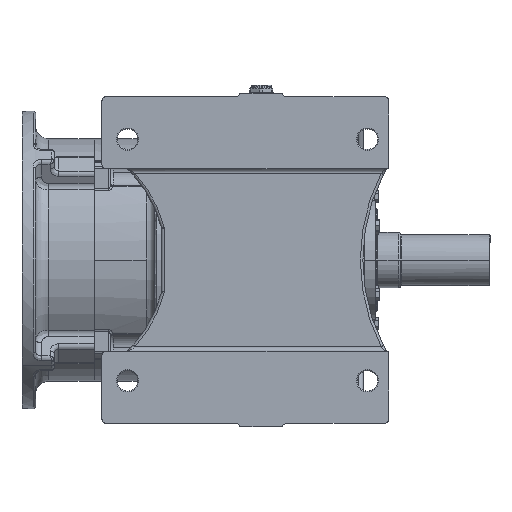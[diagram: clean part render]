
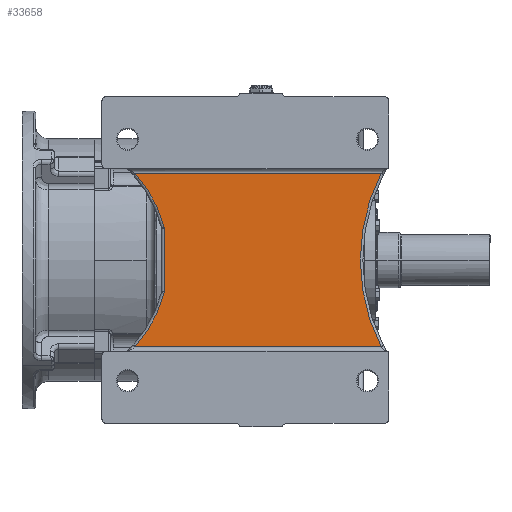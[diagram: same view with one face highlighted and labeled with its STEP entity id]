
A CAD part, front view. The second image highlights one B-rep face of the part: STEP entity #33658.
In plain terms, the highlighted planar face has unit normal (0, -1, 0).
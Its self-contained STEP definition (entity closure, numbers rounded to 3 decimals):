
#1014 = VECTOR ( 'NONE', #60584, 1000. ) ;
#2571 = DIRECTION ( 'NONE',  ( 0., 1., 0. ) ) ;
#7056 = CARTESIAN_POINT ( 'NONE',  ( -114.199, 5., 39.08 ) ) ;
#7426 = EDGE_CURVE ( 'NONE', #17575, #15415, #78417, .T. ) ;
#8658 = PLANE ( 'NONE',  #33518 ) ;
#9440 = CARTESIAN_POINT ( 'NONE',  ( -114., 5., -37.548 ) ) ;
#9690 = ORIENTED_EDGE ( 'NONE', *, *, #76131, .T. ) ;
#9890 = FACE_OUTER_BOUND ( 'NONE', #70348, .T. ) ;
#13040 = CARTESIAN_POINT ( 'NONE',  ( 141.203, 5., 102. ) ) ;
#14128 = ORIENTED_EDGE ( 'NONE', *, *, #21253, .T. ) ;
#15415 = VERTEX_POINT ( 'NONE', #9440 ) ;
#15637 = DIRECTION ( 'NONE',  ( 0., 1., 0. ) ) ;
#17346 = EDGE_CURVE ( 'NONE', #48549, #75197, #19434, .T. ) ;
#17575 = VERTEX_POINT ( 'NONE', #63151 ) ;
#17747 = LINE ( 'NONE', #68454, #1014 ) ;
#17967 = CARTESIAN_POINT ( 'NONE',  ( -114., 5., 37.548 ) ) ;
#18993 = ORIENTED_EDGE ( 'NONE', *, *, #7426, .F. ) ;
#19434 = CIRCLE ( 'NONE', #53911, 6. ) ;
#21253 = EDGE_CURVE ( 'NONE', #36991, #75197, #56856, .T. ) ;
#22923 = VECTOR ( 'NONE', #62206, 1000. ) ;
#27387 = VERTEX_POINT ( 'NONE', #58019 ) ;
#29313 = DIRECTION ( 'NONE',  ( 0., 0., -1. ) ) ;
#30544 = DIRECTION ( 'NONE',  ( 0., 1., 0. ) ) ;
#30671 = LINE ( 'NONE', #61399, #22923 ) ;
#33518 = AXIS2_PLACEMENT_3D ( 'NONE', #53537, #73129, #78958 ) ;
#33658 = ADVANCED_FACE ( 'NONE', ( #9890 ), #8658, .T. ) ;
#34712 = DIRECTION ( 'NONE',  ( 0., 0., -1. ) ) ;
#36991 = VERTEX_POINT ( 'NONE', #40777 ) ;
#40777 = CARTESIAN_POINT ( 'NONE',  ( -148.084, 5., 102. ) ) ;
#41790 = VECTOR ( 'NONE', #73098, 1000. ) ;
#45467 = ORIENTED_EDGE ( 'NONE', *, *, #71647, .T. ) ;
#46152 = CARTESIAN_POINT ( 'NONE',  ( -120., 5., -37.548 ) ) ;
#47129 = ORIENTED_EDGE ( 'NONE', *, *, #78930, .T. ) ;
#48314 = CIRCLE ( 'NONE', #61526, 223.437 ) ;
#48549 = VERTEX_POINT ( 'NONE', #17967 ) ;
#48707 = CIRCLE ( 'NONE', #79238, 153. ) ;
#50088 = ORIENTED_EDGE ( 'NONE', *, *, #58412, .T. ) ;
#52291 = ORIENTED_EDGE ( 'NONE', *, *, #17346, .F. ) ;
#53508 = CARTESIAN_POINT ( 'NONE',  ( 340., 5., -102. ) ) ;
#53537 = CARTESIAN_POINT ( 'NONE',  ( 340., 5., 0. ) ) ;
#53911 = AXIS2_PLACEMENT_3D ( 'NONE', #55404, #80824, #34712 ) ;
#53914 = CARTESIAN_POINT ( 'NONE',  ( 141.203, 5., -102. ) ) ;
#54489 = AXIS2_PLACEMENT_3D ( 'NONE', #46152, #69809, #78986 ) ;
#55404 = CARTESIAN_POINT ( 'NONE',  ( -120., 5., 37.548 ) ) ;
#56856 = CIRCLE ( 'NONE', #70080, 153. ) ;
#58019 = CARTESIAN_POINT ( 'NONE',  ( -148.084, 5., -102. ) ) ;
#58412 = EDGE_CURVE ( 'NONE', #27387, #73692, #72265, .T. ) ;
#60232 = DIRECTION ( 'NONE',  ( 0., 0., -1. ) ) ;
#60584 = DIRECTION ( 'NONE',  ( -1., 0., 0. ) ) ;
#61358 = CARTESIAN_POINT ( 'NONE',  ( -262.124, 5., 0. ) ) ;
#61399 = CARTESIAN_POINT ( 'NONE',  ( -114., 5., 0. ) ) ;
#61526 = AXIS2_PLACEMENT_3D ( 'NONE', #73164, #2571, #60232 ) ;
#62206 = DIRECTION ( 'NONE',  ( 0., 0., -1. ) ) ;
#63151 = CARTESIAN_POINT ( 'NONE',  ( -114.199, 5., -39.08 ) ) ;
#66348 = DIRECTION ( 'NONE',  ( 0., 0., -1. ) ) ;
#66662 = CARTESIAN_POINT ( 'NONE',  ( -262.124, 5., 0. ) ) ;
#68454 = CARTESIAN_POINT ( 'NONE',  ( -157., 5., 102. ) ) ;
#69809 = DIRECTION ( 'NONE',  ( 0., -1., 0. ) ) ;
#70080 = AXIS2_PLACEMENT_3D ( 'NONE', #61358, #15637, #66348 ) ;
#70348 = EDGE_LOOP ( 'NONE', ( #50088, #9690, #76787, #14128, #52291, #45467, #18993, #47129 ) ) ;
#71647 = EDGE_CURVE ( 'NONE', #48549, #15415, #30671, .T. ) ;
#72265 = LINE ( 'NONE', #53508, #41790 ) ;
#73098 = DIRECTION ( 'NONE',  ( 1., 0., 0. ) ) ;
#73129 = DIRECTION ( 'NONE',  ( 0., -1., 0. ) ) ;
#73164 = CARTESIAN_POINT ( 'NONE',  ( 340., 5., 0. ) ) ;
#73673 = EDGE_CURVE ( 'NONE', #73971, #36991, #17747, .T. ) ;
#73692 = VERTEX_POINT ( 'NONE', #53914 ) ;
#73971 = VERTEX_POINT ( 'NONE', #13040 ) ;
#75197 = VERTEX_POINT ( 'NONE', #7056 ) ;
#76131 = EDGE_CURVE ( 'NONE', #73692, #73971, #48314, .T. ) ;
#76787 = ORIENTED_EDGE ( 'NONE', *, *, #73673, .T. ) ;
#78417 = CIRCLE ( 'NONE', #54489, 6. ) ;
#78930 = EDGE_CURVE ( 'NONE', #17575, #27387, #48707, .T. ) ;
#78958 = DIRECTION ( 'NONE',  ( 0., 0., -1. ) ) ;
#78986 = DIRECTION ( 'NONE',  ( 0., 0., -1. ) ) ;
#79238 = AXIS2_PLACEMENT_3D ( 'NONE', #66662, #30544, #29313 ) ;
#80824 = DIRECTION ( 'NONE',  ( 0., -1., 0. ) ) ;
